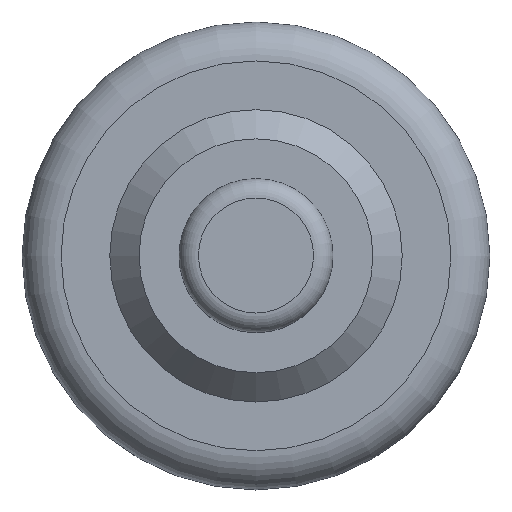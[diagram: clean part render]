
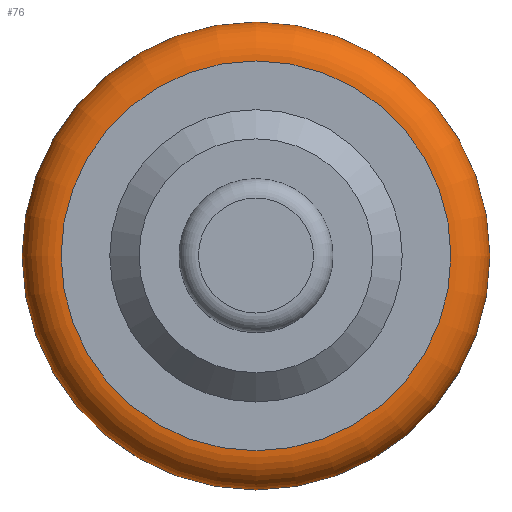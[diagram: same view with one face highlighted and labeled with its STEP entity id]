
A CAD part, top view. The second image highlights one B-rep face of the part: STEP entity #76.
In plain terms, the highlighted toroidal (fillet/blend) face has major radius 10 mm and minor radius 2 mm.
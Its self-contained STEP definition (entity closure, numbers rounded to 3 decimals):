
#24 = VERTEX_POINT('',#25);
#25 = CARTESIAN_POINT('',(12.,0.,7.));
#31 = EDGE_CURVE('',#24,#24,#32,.T.);
#32 = CIRCLE('',#33,12.);
#33 = AXIS2_PLACEMENT_3D('',#34,#35,#36);
#34 = CARTESIAN_POINT('',(0.,0.,7.));
#35 = DIRECTION('',(0.,0.,1.));
#36 = DIRECTION('',(1.,0.,0.));
#76 = ADVANCED_FACE('',(#77),#97,.T.);
#77 = FACE_BOUND('',#78,.F.);
#78 = EDGE_LOOP('',(#79,#88,#95,#96));
#79 = ORIENTED_EDGE('',*,*,#80,.F.);
#80 = EDGE_CURVE('',#81,#24,#83,.T.);
#81 = VERTEX_POINT('',#82);
#82 = CARTESIAN_POINT('',(10.,0.,9.));
#83 = CIRCLE('',#84,2.);
#84 = AXIS2_PLACEMENT_3D('',#85,#86,#87);
#85 = CARTESIAN_POINT('',(10.,0.,7.));
#86 = DIRECTION('',(-0.,1.,0.));
#87 = DIRECTION('',(1.,0.,0.));
#88 = ORIENTED_EDGE('',*,*,#89,.F.);
#89 = EDGE_CURVE('',#81,#81,#90,.T.);
#90 = CIRCLE('',#91,10.);
#91 = AXIS2_PLACEMENT_3D('',#92,#93,#94);
#92 = CARTESIAN_POINT('',(0.,0.,9.));
#93 = DIRECTION('',(0.,0.,1.));
#94 = DIRECTION('',(1.,0.,0.));
#95 = ORIENTED_EDGE('',*,*,#80,.T.);
#96 = ORIENTED_EDGE('',*,*,#31,.T.);
#97 = TOROIDAL_SURFACE('',#98,10.,2.);
#98 = AXIS2_PLACEMENT_3D('',#99,#100,#101);
#99 = CARTESIAN_POINT('',(0.,0.,7.));
#100 = DIRECTION('',(-0.,-0.,-1.));
#101 = DIRECTION('',(1.,0.,0.));
